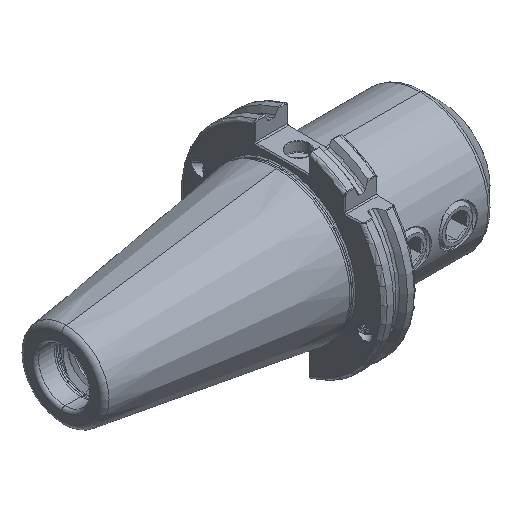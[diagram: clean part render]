
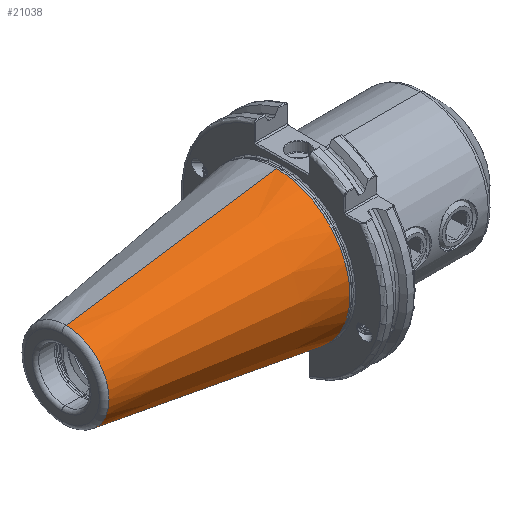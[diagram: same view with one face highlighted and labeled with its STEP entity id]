
A CAD part, isometric view. The second image highlights one B-rep face of the part: STEP entity #21038.
In plain terms, the highlighted conical face has half-angle 8.297 degrees and reference radius 35.392 mm.
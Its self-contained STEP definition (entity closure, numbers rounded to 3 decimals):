
#1 = VERTEX_POINT ( 'NONE', #16866 ) ;
#3831 = CARTESIAN_POINT ( 'NONE',  ( -102.811, 0., 0. ) ) ;
#3889 = DIRECTION ( 'NONE',  ( 0., 0., 1. ) ) ;
#3906 = DIRECTION ( 'NONE',  ( 1., 0., 0. ) ) ;
#5348 = AXIS2_PLACEMENT_3D ( 'NONE', #32850, #32851, #32852 ) ;
#5395 = AXIS2_PLACEMENT_3D ( 'NONE', #40510, #40554, #40512 ) ;
#6146 = AXIS2_PLACEMENT_3D ( 'NONE', #38719, #38702, #38692 ) ;
#6233 = AXIS2_PLACEMENT_3D ( 'NONE', #3831, #3906, #3889 ) ;
#9588 = VERTEX_POINT ( 'NONE', #27577 ) ;
#14026 = CIRCLE ( 'NONE', #6146, 35.027 ) ;
#14056 = CIRCLE ( 'NONE', #6233, 20.399 ) ;
#16411 = ORIENTED_EDGE ( 'NONE', *, *, #23003, .F. ) ;
#16412 = ORIENTED_EDGE ( 'NONE', *, *, #23920, .T. ) ;
#16419 = ORIENTED_EDGE ( 'NONE', *, *, #20658, .F. ) ;
#16450 = ORIENTED_EDGE ( 'NONE', *, *, #20703, .T. ) ;
#16488 = ORIENTED_EDGE ( 'NONE', *, *, #23892, .F. ) ;
#16866 = CARTESIAN_POINT ( 'NONE',  ( -102.811, 0., -20.399 ) ) ;
#20658 = EDGE_CURVE ( 'NONE', #36447, #36444, #14026, .T. ) ;
#20703 = EDGE_CURVE ( 'NONE', #9588, #1, #14056, .T. ) ;
#21038 = ADVANCED_FACE ( 'NONE', ( #39657 ), #39634, .T. ) ;
#23003 = EDGE_CURVE ( 'NONE', #36428, #36447, #42188, .T. ) ;
#23892 = EDGE_CURVE ( 'NONE', #9588, #36428, #42610, .T. ) ;
#23920 = EDGE_CURVE ( 'NONE', #1, #36444, #42550, .T. ) ;
#27577 = CARTESIAN_POINT ( 'NONE',  ( -102.811, 0., 20.399 ) ) ;
#32850 = CARTESIAN_POINT ( 'NONE',  ( 0., 0., 0. ) ) ;
#32851 = DIRECTION ( 'NONE',  ( 1., 0., 0. ) ) ;
#32852 = DIRECTION ( 'NONE',  ( 0., 0., -1. ) ) ;
#36428 = VERTEX_POINT ( 'NONE', #49233 ) ;
#36444 = VERTEX_POINT ( 'NONE', #49244 ) ;
#36447 = VERTEX_POINT ( 'NONE', #49268 ) ;
#38129 = EDGE_LOOP ( 'NONE', ( #16488, #16450, #16412, #16419, #16411 ) ) ;
#38692 = DIRECTION ( 'NONE',  ( 0., 1., 0. ) ) ;
#38702 = DIRECTION ( 'NONE',  ( 1., 0., 0. ) ) ;
#38719 = CARTESIAN_POINT ( 'NONE',  ( -2.5, 0., 0. ) ) ;
#39634 = CONICAL_SURFACE ( 'NONE', #5348, 35.392, 0.145 ) ;
#39657 = FACE_OUTER_BOUND ( 'NONE', #38129, .T. ) ;
#40510 = CARTESIAN_POINT ( 'NONE',  ( -2.5, 0., 0. ) ) ;
#40512 = DIRECTION ( 'NONE',  ( 0., 1., 0. ) ) ;
#40554 = DIRECTION ( 'NONE',  ( 1., 0., 0. ) ) ;
#42188 = CIRCLE ( 'NONE', #5395, 35.027 ) ;
#42497 = VECTOR ( 'NONE', #46131, 1000. ) ;
#42531 = VECTOR ( 'NONE', #46039, 1000. ) ;
#42550 = LINE ( 'NONE', #46085, #42497 ) ;
#42610 = LINE ( 'NONE', #45988, #42531 ) ;
#45988 = CARTESIAN_POINT ( 'NONE',  ( 0., 0., 35.392 ) ) ;
#46039 = DIRECTION ( 'NONE',  ( 0.99, 0., 0.144 ) ) ;
#46085 = CARTESIAN_POINT ( 'NONE',  ( 0., 0., -35.392 ) ) ;
#46131 = DIRECTION ( 'NONE',  ( 0.99, 0., -0.144 ) ) ;
#49233 = CARTESIAN_POINT ( 'NONE',  ( -2.5, 0., 35.027 ) ) ;
#49244 = CARTESIAN_POINT ( 'NONE',  ( -2.5, 0., -35.027 ) ) ;
#49268 = CARTESIAN_POINT ( 'NONE',  ( -2.5, -35.027, 0. ) ) ;
